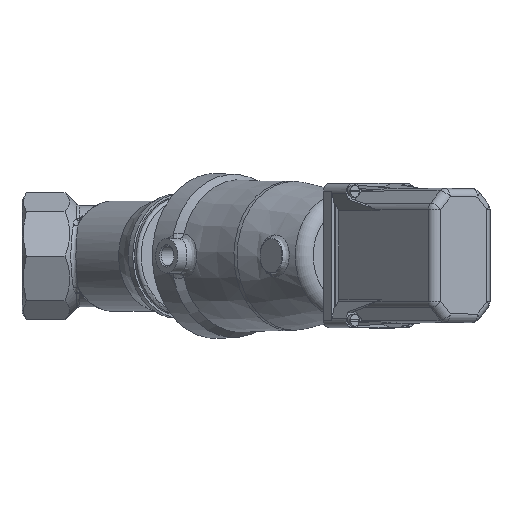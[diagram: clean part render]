
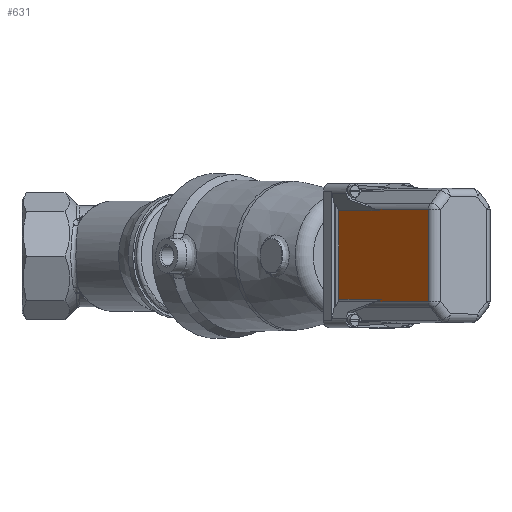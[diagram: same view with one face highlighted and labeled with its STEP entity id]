
A CAD part, top view. The second image highlights one B-rep face of the part: STEP entity #631.
In plain terms, the highlighted face is planar.
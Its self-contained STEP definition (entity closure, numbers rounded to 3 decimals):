
#631 = ADVANCED_FACE( '', ( #1525 ), #1526, .T. );
#1525 = FACE_OUTER_BOUND( '', #4052, .T. );
#1526 = PLANE( '', #4053 );
#4052 = EDGE_LOOP( '', ( #12314, #12315, #12316, #12317, #12318, #12319, #12320, #12321 ) );
#4053 = AXIS2_PLACEMENT_3D( '', #12322, #12323, #12324 );
#12314 = ORIENTED_EDGE( '', *, *, #15239, .T. );
#12315 = ORIENTED_EDGE( '', *, *, #15240, .F. );
#12316 = ORIENTED_EDGE( '', *, *, #15241, .T. );
#12317 = ORIENTED_EDGE( '', *, *, #15242, .T. );
#12318 = ORIENTED_EDGE( '', *, *, #15243, .T. );
#12319 = ORIENTED_EDGE( '', *, *, #14905, .F. );
#12320 = ORIENTED_EDGE( '', *, *, #15244, .T. );
#12321 = ORIENTED_EDGE( '', *, *, #15081, .T. );
#12322 = CARTESIAN_POINT( '', ( 22.5, 41.5, 28.929 ) );
#12323 = DIRECTION( '', ( 1., 0., 0. ) );
#12324 = DIRECTION( '', ( 0., 1., 0. ) );
#14905 = EDGE_CURVE( '', #16185, #16186, #16187, .T. );
#15081 = EDGE_CURVE( '', #16497, #16495, #16498, .T. );
#15239 = EDGE_CURVE( '', #16495, #16755, #16756, .T. );
#15240 = EDGE_CURVE( '', #16757, #16755, #16758, .T. );
#15241 = EDGE_CURVE( '', #16757, #16759, #16760, .T. );
#15242 = EDGE_CURVE( '', #16759, #16761, #16762, .T. );
#15243 = EDGE_CURVE( '', #16761, #16186, #16763, .T. );
#15244 = EDGE_CURVE( '', #16185, #16497, #16764, .T. );
#16185 = VERTEX_POINT( '', #18142 );
#16186 = VERTEX_POINT( '', #18143 );
#16187 = LINE( '', #18144, #18145 );
#16495 = VERTEX_POINT( '', #19438 );
#16497 = VERTEX_POINT( '', #19440 );
#16498 = LINE( '', #19441, #19442 );
#16755 = VERTEX_POINT( '', #20532 );
#16756 = LINE( '', #20533, #20534 );
#16757 = VERTEX_POINT( '', #20535 );
#16758 = LINE( '', #20536, #20537 );
#16759 = VERTEX_POINT( '', #20538 );
#16760 = LINE( '', #20539, #20540 );
#16761 = VERTEX_POINT( '', #20541 );
#16762 = LINE( '', #20542, #20543 );
#16763 = LINE( '', #20544, #20545 );
#16764 = LINE( '', #20546, #20547 );
#18142 = CARTESIAN_POINT( '', ( 22.5, -5.362, 26.07 ) );
#18143 = CARTESIAN_POINT( '', ( 22.5, -8.195, 26.858 ) );
#18144 = CARTESIAN_POINT( '', ( 22.5, 37.399, 14.18 ) );
#18145 = VECTOR( '', #25062, 1000. );
#19438 = CARTESIAN_POINT( '', ( 22.5, -41.768, -25.389 ) );
#19440 = CARTESIAN_POINT( '', ( 22.5, -41.768, 26.07 ) );
#19441 = CARTESIAN_POINT( '', ( 22.5, -41.768, 132.582 ) );
#19442 = VECTOR( '', #25254, 1000. );
#20532 = CARTESIAN_POINT( '', ( 22.5, -2.914, -25.389 ) );
#20533 = CARTESIAN_POINT( '', ( 22.5, -5.362, -25.389 ) );
#20534 = VECTOR( '', #25422, 1000. );
#20535 = CARTESIAN_POINT( '', ( 22.5, -8.195, -26.858 ) );
#20536 = CARTESIAN_POINT( '', ( 22.5, 52.332, -10.027 ) );
#20537 = VECTOR( '', #25423, 1000. );
#20538 = CARTESIAN_POINT( '', ( 22.5, 39.5, -26.858 ) );
#20539 = CARTESIAN_POINT( '', ( 22.5, 41.5, -26.858 ) );
#20540 = VECTOR( '', #25424, 1000. );
#20541 = CARTESIAN_POINT( '', ( 22.5, 39.5, 26.858 ) );
#20542 = CARTESIAN_POINT( '', ( 22.5, 39.5, 28.929 ) );
#20543 = VECTOR( '', #25425, 1000. );
#20544 = CARTESIAN_POINT( '', ( 22.5, 41.5, 26.858 ) );
#20545 = VECTOR( '', #25426, 1000. );
#20546 = CARTESIAN_POINT( '', ( 22.5, -31.5, 26.07 ) );
#20547 = VECTOR( '', #25427, 1000. );
#25062 = DIRECTION( '', ( 0., -0.963, 0.268 ) );
#25254 = DIRECTION( '', ( 0., 0., -1. ) );
#25422 = DIRECTION( '', ( 0., 1., 0. ) );
#25423 = DIRECTION( '', ( 0., 0.963, 0.268 ) );
#25424 = DIRECTION( '', ( 0., 1., 0. ) );
#25425 = DIRECTION( '', ( 0., 0., 1. ) );
#25426 = DIRECTION( '', ( 0., -1., 0. ) );
#25427 = DIRECTION( '', ( 0., -1., 0. ) );
